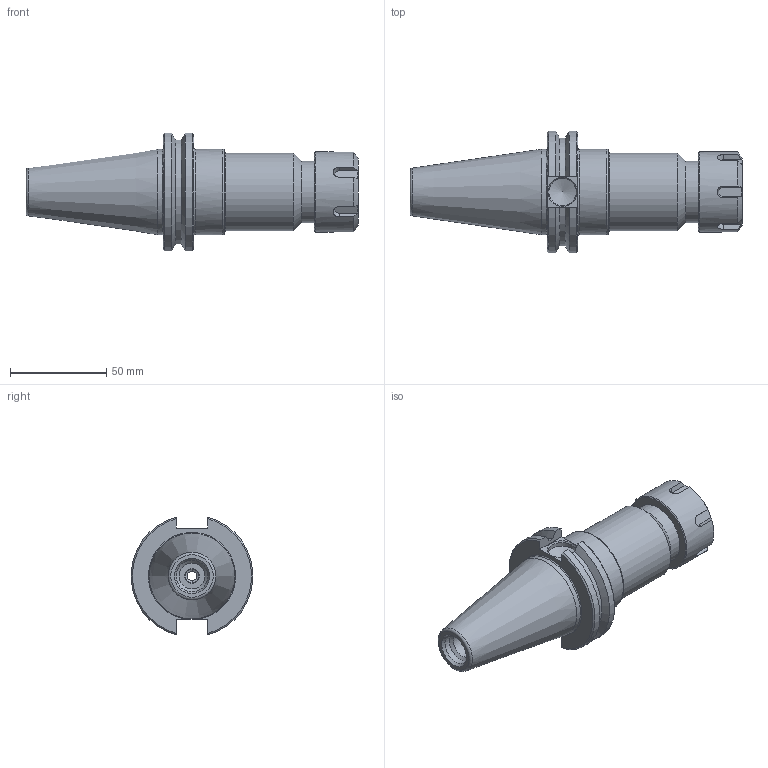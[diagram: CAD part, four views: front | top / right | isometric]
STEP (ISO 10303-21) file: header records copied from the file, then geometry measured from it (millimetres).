
FILE_DESCRIPTION((''),'2;1');
FILE_NAME('C40-25ER4.stp','2014-07-25T11:15:09',('kaykin'),(''),'Autodesk Inventor 2012','Autodesk Inventor 2012','');
FILE_SCHEMA(('AUTOMOTIVE_DESIGN { 1 0 10303 214 1 1 1 1 }'));
Length unit declared in the file: inch
Products named in the file (4): C40-25ER4; C40-25ER4-1; 25ERPN; BS-11
Assembly tree (3 placements, depth 2):
  C40-25ER4
    C40-25ER4-1
    25ERPN
    BS-11
Bounding box: 172.91 x 63.26 x 61.38 mm (x, y, z)
Volume: 184440.6 mm3; surface area: 40710.5 mm2
Topology: 3 solids, 3 shells, 117 faces, 278 edges, 172 vertices
Faces by surface type: plane 43, cone 39, cylinder 25, torus 10
Full cylindrical faces by diameter (mm): 7.112 x1, 13.386 x1, 14.3 x1, 15.113 x2, 15.748 x1, 16.459 x1, 17.297 x1, 18.034 x1, 20.599 x1, 24.13 x1, 26.086 x1, 30.912 x1, 32 x1, 32.512 x1, 40.513 x1, 41.732 x1, 44.45 x2
Entity records: 3255 total; most frequent: CARTESIAN_POINT 721, DIRECTION 504, ORIENTED_EDGE 436, EDGE_CURVE 218, AXIS2_PLACEMENT_3D 216, EDGE_LOOP 182, VERTEX_POINT 166, FACE_OUTER_BOUND 117
